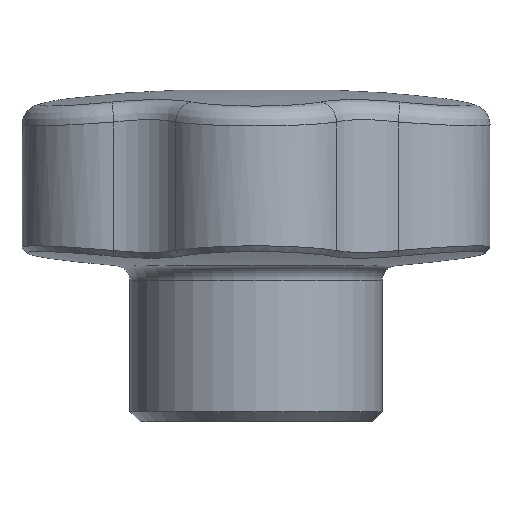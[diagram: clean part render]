
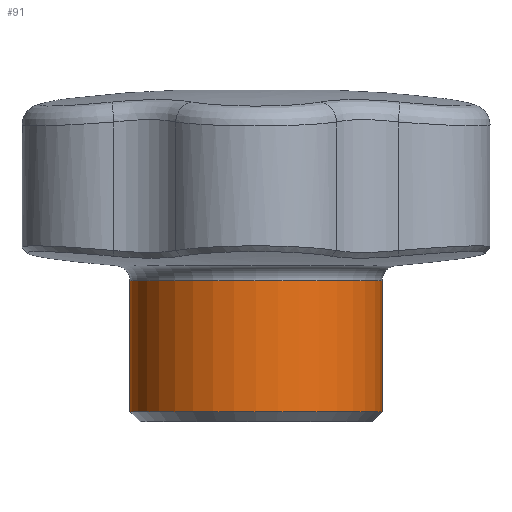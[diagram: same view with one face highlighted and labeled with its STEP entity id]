
A CAD part, front view. The second image highlights one B-rep face of the part: STEP entity #91.
In plain terms, the highlighted cylindrical face has radius 12.5 mm (diameter 25 mm), a full revolution.
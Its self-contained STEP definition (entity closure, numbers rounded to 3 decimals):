
#91 = ADVANCED_FACE( '', ( #220, #221 ), #222, .T. );
#220 = FACE_OUTER_BOUND( '', #1030, .T. );
#221 = FACE_OUTER_BOUND( '', #1031, .T. );
#222 = CYLINDRICAL_SURFACE( '', #1032, 12.5 );
#1030 = EDGE_LOOP( '', ( #3434 ) );
#1031 = EDGE_LOOP( '', ( #3435 ) );
#1032 = AXIS2_PLACEMENT_3D( '', #3436, #3437, #3438 );
#3434 = ORIENTED_EDGE( '', *, *, #3742, .T. );
#3435 = ORIENTED_EDGE( '', *, *, #3743, .T. );
#3436 = CARTESIAN_POINT( '', ( 0., 0., 32.9 ) );
#3437 = DIRECTION( '', ( 0., 0., -1. ) );
#3438 = DIRECTION( '', ( 0., -1., 0. ) );
#3742 = EDGE_CURVE( '', #3920, #3920, #3921, .F. );
#3743 = EDGE_CURVE( '', #3922, #3922, #3923, .T. );
#3920 = VERTEX_POINT( '', #5029 );
#3921 = CIRCLE( '', #5030, 12.5 );
#3922 = VERTEX_POINT( '', #5031 );
#3923 = CIRCLE( '', #5032, 12.5 );
#5029 = CARTESIAN_POINT( '', ( 0., -12.5, 13.999 ) );
#5030 = AXIS2_PLACEMENT_3D( '', #6269, #6270, #6271 );
#5031 = CARTESIAN_POINT( '', ( 0., -12.5, 1. ) );
#5032 = AXIS2_PLACEMENT_3D( '', #6272, #6273, #6274 );
#6269 = CARTESIAN_POINT( '', ( 0., 0., 13.999 ) );
#6270 = DIRECTION( '', ( 0., 0., 1. ) );
#6271 = DIRECTION( '', ( 0., -1., 0. ) );
#6272 = CARTESIAN_POINT( '', ( 0., 0., 1. ) );
#6273 = DIRECTION( '', ( 0., 0., 1. ) );
#6274 = DIRECTION( '', ( 0., -1., 0. ) );
